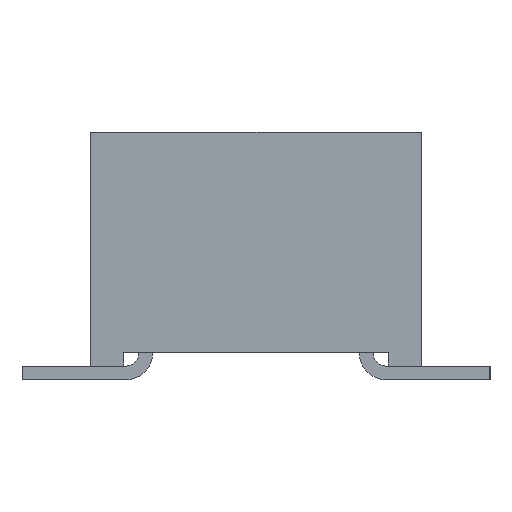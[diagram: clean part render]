
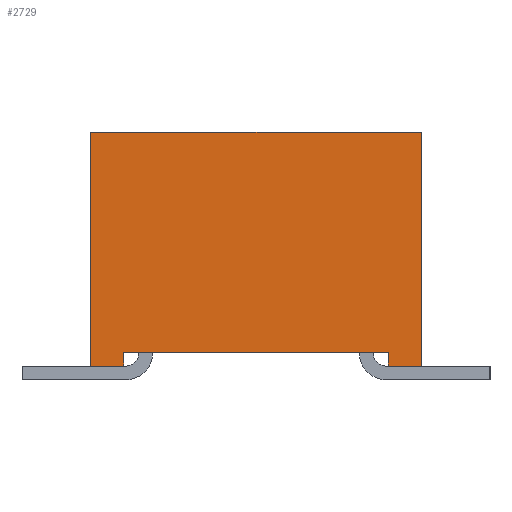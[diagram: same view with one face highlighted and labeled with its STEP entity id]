
A CAD part, left-side view. The second image highlights one B-rep face of the part: STEP entity #2729.
In plain terms, the highlighted planar face has unit normal (-1, 0, 0).
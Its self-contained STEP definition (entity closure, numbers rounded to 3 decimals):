
#2729 = ADVANCED_FACE('',(#2730),#2796,.F.);
#2730 = FACE_BOUND('',#2731,.T.);
#2731 = EDGE_LOOP('',(#2732,#2742,#2750,#2758,#2766,#2774,#2782,#2790));
#2732 = ORIENTED_EDGE('',*,*,#2733,.T.);
#2733 = EDGE_CURVE('',#2734,#2736,#2738,.T.);
#2734 = VERTEX_POINT('',#2735);
#2735 = CARTESIAN_POINT('',(-6.566,-1.219,0.277));
#2736 = VERTEX_POINT('',#2737);
#2737 = CARTESIAN_POINT('',(-6.566,-1.219,0.15));
#2738 = LINE('',#2739,#2740);
#2739 = CARTESIAN_POINT('',(-6.566,-1.219,0.277));
#2740 = VECTOR('',#2741,1.);
#2741 = DIRECTION('',(0.,0.,-1.));
#2742 = ORIENTED_EDGE('',*,*,#2743,.T.);
#2743 = EDGE_CURVE('',#2736,#2744,#2746,.T.);
#2744 = VERTEX_POINT('',#2745);
#2745 = CARTESIAN_POINT('',(-6.566,-1.524,0.15));
#2746 = LINE('',#2747,#2748);
#2747 = CARTESIAN_POINT('',(-6.566,1.524,0.15));
#2748 = VECTOR('',#2749,1.);
#2749 = DIRECTION('',(0.,-1.,0.));
#2750 = ORIENTED_EDGE('',*,*,#2751,.F.);
#2751 = EDGE_CURVE('',#2752,#2744,#2754,.T.);
#2752 = VERTEX_POINT('',#2753);
#2753 = CARTESIAN_POINT('',(-6.566,-1.524,2.309));
#2754 = LINE('',#2755,#2756);
#2755 = CARTESIAN_POINT('',(-6.566,-1.524,2.309));
#2756 = VECTOR('',#2757,1.);
#2757 = DIRECTION('',(0.,0.,-1.));
#2758 = ORIENTED_EDGE('',*,*,#2759,.F.);
#2759 = EDGE_CURVE('',#2760,#2752,#2762,.T.);
#2760 = VERTEX_POINT('',#2761);
#2761 = CARTESIAN_POINT('',(-6.566,1.524,2.309));
#2762 = LINE('',#2763,#2764);
#2763 = CARTESIAN_POINT('',(-6.566,1.524,2.309));
#2764 = VECTOR('',#2765,1.);
#2765 = DIRECTION('',(0.,-1.,0.));
#2766 = ORIENTED_EDGE('',*,*,#2767,.T.);
#2767 = EDGE_CURVE('',#2760,#2768,#2770,.T.);
#2768 = VERTEX_POINT('',#2769);
#2769 = CARTESIAN_POINT('',(-6.566,1.524,0.15));
#2770 = LINE('',#2771,#2772);
#2771 = CARTESIAN_POINT('',(-6.566,1.524,2.309));
#2772 = VECTOR('',#2773,1.);
#2773 = DIRECTION('',(0.,0.,-1.));
#2774 = ORIENTED_EDGE('',*,*,#2775,.T.);
#2775 = EDGE_CURVE('',#2768,#2776,#2778,.T.);
#2776 = VERTEX_POINT('',#2777);
#2777 = CARTESIAN_POINT('',(-6.566,1.219,0.15));
#2778 = LINE('',#2779,#2780);
#2779 = CARTESIAN_POINT('',(-6.566,1.524,0.15));
#2780 = VECTOR('',#2781,1.);
#2781 = DIRECTION('',(0.,-1.,0.));
#2782 = ORIENTED_EDGE('',*,*,#2783,.T.);
#2783 = EDGE_CURVE('',#2776,#2784,#2786,.T.);
#2784 = VERTEX_POINT('',#2785);
#2785 = CARTESIAN_POINT('',(-6.566,1.219,0.277));
#2786 = LINE('',#2787,#2788);
#2787 = CARTESIAN_POINT('',(-6.566,1.219,0.023));
#2788 = VECTOR('',#2789,1.);
#2789 = DIRECTION('',(0.,0.,1.));
#2790 = ORIENTED_EDGE('',*,*,#2791,.T.);
#2791 = EDGE_CURVE('',#2784,#2734,#2792,.T.);
#2792 = LINE('',#2793,#2794);
#2793 = CARTESIAN_POINT('',(-6.566,1.219,0.277));
#2794 = VECTOR('',#2795,1.);
#2795 = DIRECTION('',(0.,-1.,0.));
#2796 = PLANE('',#2797);
#2797 = AXIS2_PLACEMENT_3D('',#2798,#2799,#2800);
#2798 = CARTESIAN_POINT('',(-6.566,1.524,2.309));
#2799 = DIRECTION('',(1.,0.,0.));
#2800 = DIRECTION('',(0.,1.,0.));
